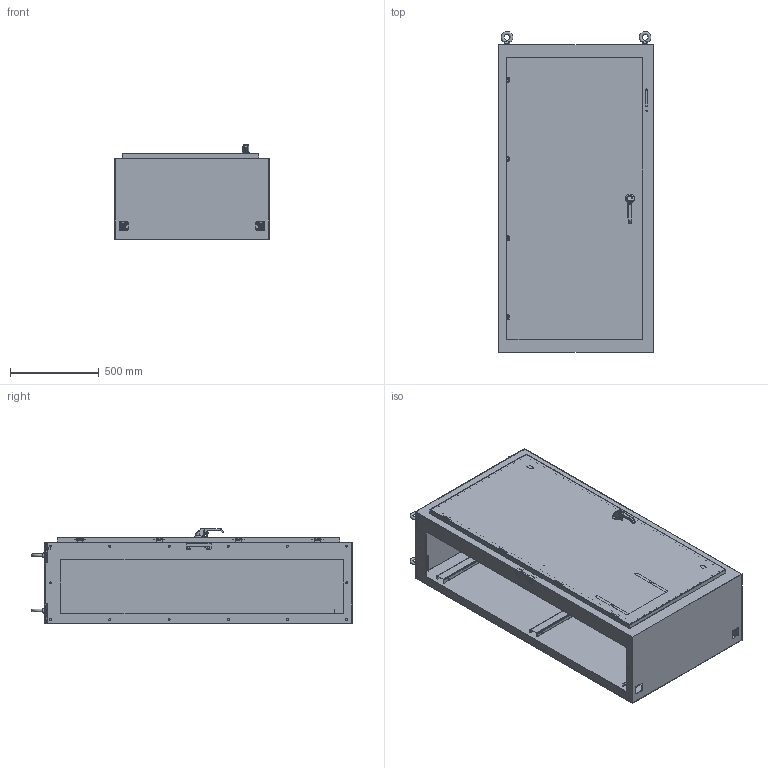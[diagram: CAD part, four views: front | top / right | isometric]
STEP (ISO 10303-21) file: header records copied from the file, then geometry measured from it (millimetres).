
FILE_DESCRIPTION (( 'STEP AP214' ), '1' );
FILE_NAME ('SCE-N68RX3418.STEP', '2024-05-03T09:57:41', ( '' ), ( '' ), 'SwSTEP 2.0', 'SolidWorks 2023', '' );
FILE_SCHEMA (( 'AUTOMOTIVE_DESIGN' ));
Length unit declared in the file: inch
Products named in the file (1): SCE-N68RX3418
Bounding box: 869.95 x 1801.98 x 534.57 mm (x, y, z)
Volume: 15436012.2 mm3; surface area: 11448370.3 mm2
Topology: 31 solids, 35 shells, 4336 faces, 10959 edges, 6722 vertices
Faces by surface type: plane 1676, cylinder 1540, torus 450, bspline 430, sphere 123, cone 117
Full cylindrical faces by diameter (mm): 1.016 x4, 3.978 x4, 4.318 x20, 4.978 x16, 5.016 x2, 5.207 x8, 5.232 x8, 5.537 x4, 6.096 x8, 6.198 x8, 6.35 x8, 7.137 x2, 9.525 x10, 10.323 x8, 11.112 x7, 11.113 x5, 15.24 x4, 22 x1, 29.8 x4
Entity records: 190631 total; most frequent: CARTESIAN_POINT 90843, ORIENTED_EDGE 21126, DIRECTION 19909, EDGE_CURVE 10563, AXIS2_PLACEMENT_3D 7445, VERTEX_POINT 6609, VECTOR 5019, LINE 5019
